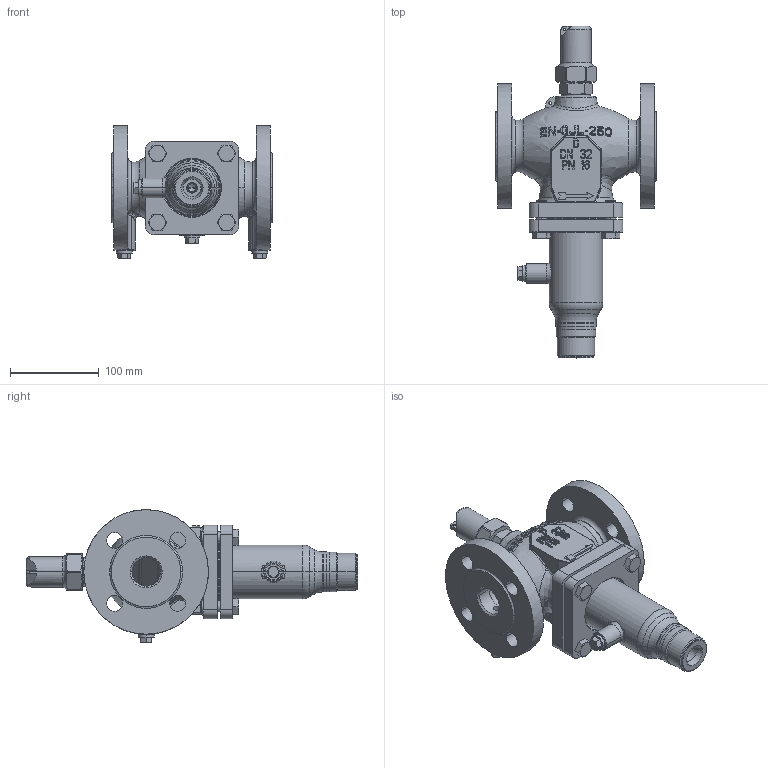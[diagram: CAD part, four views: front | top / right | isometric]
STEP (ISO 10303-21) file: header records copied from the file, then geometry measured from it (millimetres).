
FILE_DESCRIPTION((''),'2;1');
FILE_NAME('065B2657_ASM','2015-03-30T',('u317927'),('Danfoss'),'PRO/ENGINEER BY PARAMETRIC TECHNOLOGY CORPORATION, 2014000','PRO/ENGINEER BY PARAMETRIC TECHNOLOGY CORPORATION, 2014000','');
FILE_SCHEMA(('CONFIG_CONTROL_DESIGN'));
Length unit declared in the file: millimetre
Products named in the file (17): 8861843; 88610430; 88610450; VAR88610140; 88610140_ASM; 8861022; 88810450; VAR88615580; 88615580_ASM; 5454087; 8861854; 5451354; 8861869; TESNILO_18X14; VIJAK_G1L4X12_ZAPIRALNI; 51018508; 065B2657_ASM
Assembly tree (25 placements, depth 4):
  065B2657_ASM
    8861843
    88615580_ASM
      88610140_ASM
        88610430
        88610450
        VAR88610140
      8861022
      88810450
      VAR88615580
    5454087
    8861854
    5451354
    8861869
    TESNILO_18X14  x4
    VIJAK_G1L4X12_ZAPIRALNI  x4
    51018508  x4
Bounding box: 180 x 373.1 x 149.2 mm (x, y, z)
Volume: 1407031.2 mm3; surface area: 401292.7 mm2
Topology: 23 solids, 50 shells, 1447 faces, 3628 edges, 2293 vertices
Faces by surface type: plane 699, cylinder 349, cone 173, bspline 122, torus 100, sphere 4
Entity records: 46032 total; most frequent: CARTESIAN_POINT 16250, ORIENTED_EDGE 6286, DIRECTION 5856, EDGE_CURVE 3192, AXIS2_PLACEMENT_3D 2184, VERTEX_POINT 2023, VECTOR 1488, LINE 1488
